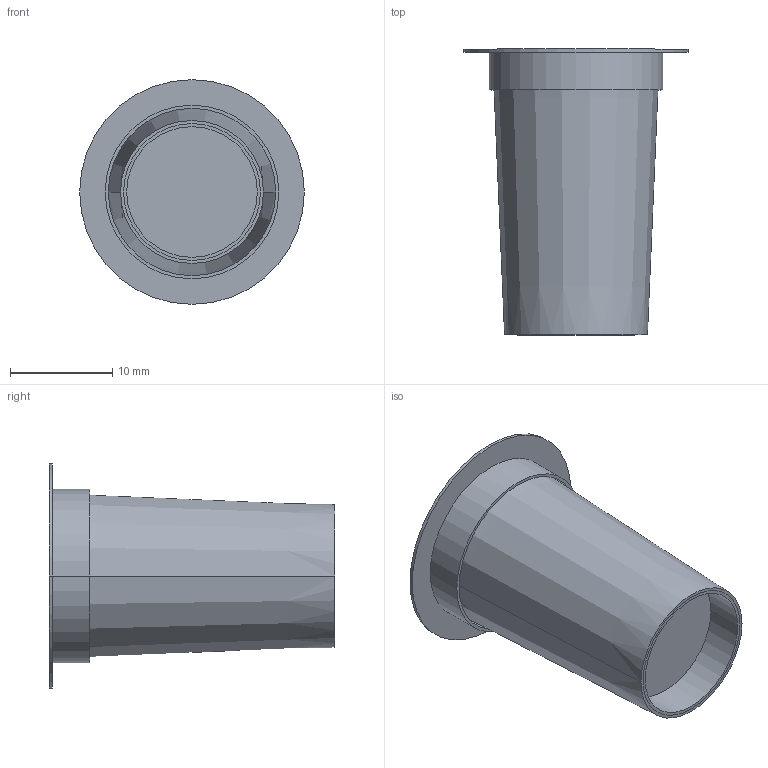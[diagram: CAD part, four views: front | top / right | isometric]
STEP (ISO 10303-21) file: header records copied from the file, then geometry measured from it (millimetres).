
FILE_DESCRIPTION((''),'2;1');
FILE_NAME('191U9908','2023-04-04T09:54:39',('U375483'),('DANFOSS COMMERCIAL COMPRESSOR'),'CREO PARAMETRIC BY PTC INC, 2022124','CREO PARAMETRIC BY PTC INC, 2022124','');
FILE_SCHEMA(('CONFIG_CONTROL_DESIGN'));
Length unit declared in the file: millimetre
Products named in the file (1): 191U9908
Bounding box: 22 x 28 x 22 mm (x, y, z)
Volume: 590.4 mm3; surface area: 4013.2 mm2
Topology: 3 solids, 3 shells, 22 faces, 42 edges, 28 vertices
Faces by surface type: cylinder 10, plane 8, cone 4
Entity records: 616 total; most frequent: DIRECTION 114, CARTESIAN_POINT 92, ORIENTED_EDGE 84, AXIS2_PLACEMENT_3D 50, EDGE_CURVE 42, VERTEX_POINT 28, EDGE_LOOP 28, CIRCLE 28
